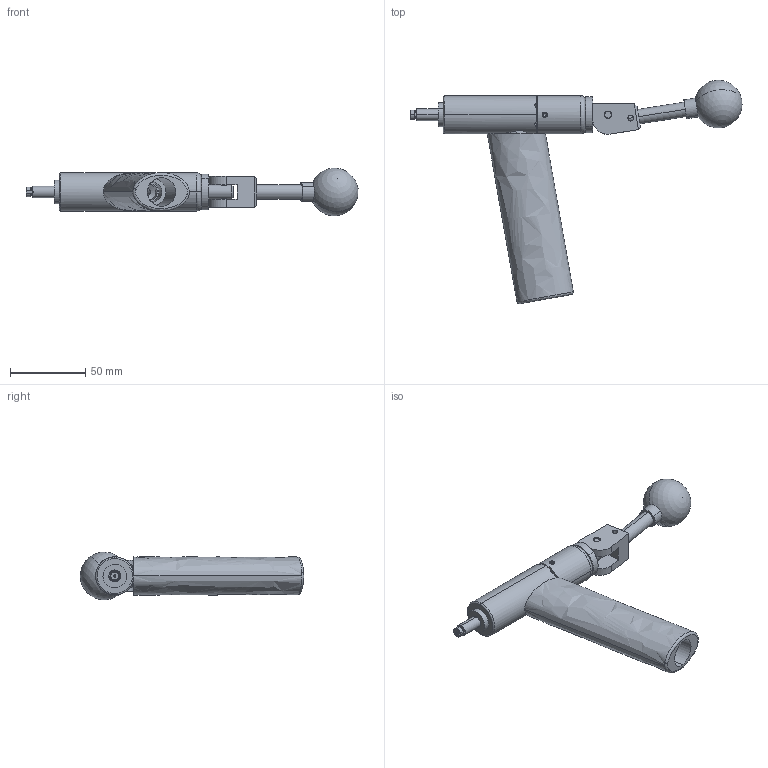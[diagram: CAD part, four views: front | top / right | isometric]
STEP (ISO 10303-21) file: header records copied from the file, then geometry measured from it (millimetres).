
FILE_DESCRIPTION (( 'STEP AP214' ), '1' );
FILE_NAME ('CTSC-003470.STEP', '2025-07-28T22:45:45', ( '' ), ( '' ), 'SwSTEP 2.0', 'SolidWorks 2023', '' );
FILE_SCHEMA (( 'AUTOMOTIVE_DESIGN' ));
Length unit declared in the file: inch
Products named in the file (1): CTSC-003470
Bounding box: 220.94 x 148.69 x 31.6 mm (x, y, z)
Volume: 149901.5 mm3; surface area: 46774 mm2
Topology: 8 solids, 8 shells, 270 faces, 644 edges, 402 vertices
Faces by surface type: cylinder 113, plane 95, cone 44, torus 9, bspline 7, sphere 2
Entity records: 13135 total; most frequent: CARTESIAN_POINT 3564, DIRECTION 1287, ORIENTED_EDGE 1270, EDGE_CURVE 635, AXIS2_PLACEMENT_3D 521, VERTEX_POINT 399, EDGE_LOOP 304, FACE_OUTER_BOUND 270
